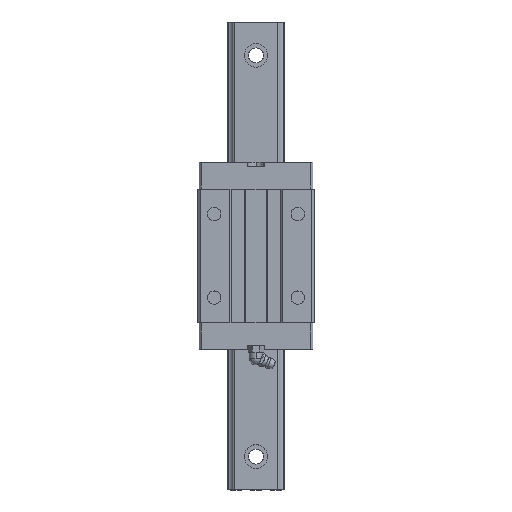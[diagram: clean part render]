
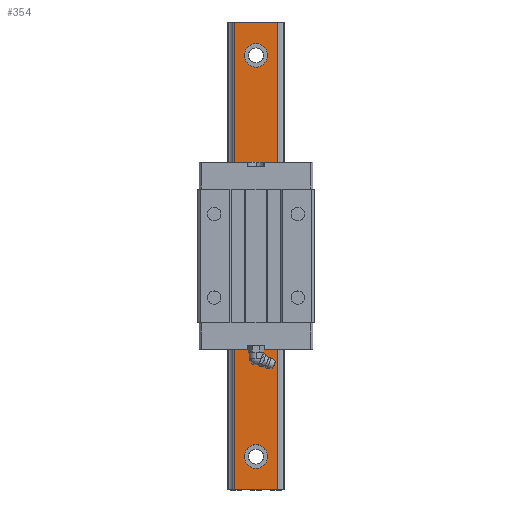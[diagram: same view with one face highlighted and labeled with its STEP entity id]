
A CAD part, top view. The second image highlights one B-rep face of the part: STEP entity #354.
In plain terms, the highlighted planar face has unit normal (0, 0, 1).
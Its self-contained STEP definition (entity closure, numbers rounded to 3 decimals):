
#354=ADVANCED_FACE('',(#781,#782,#783,#784,#785),#786,.F.);
#781=FACE_OUTER_BOUND('',#1323,.T.);
#782=FACE_BOUND('',#1324,.T.);
#783=FACE_BOUND('',#1325,.T.);
#784=FACE_BOUND('',#1326,.T.);
#785=FACE_BOUND('',#1327,.T.);
#786=PLANE('',#1328);
#1323=EDGE_LOOP('',(#2940,#2941,#2942,#2943));
#1324=EDGE_LOOP('',(#2944,#2945,#2946));
#1325=EDGE_LOOP('',(#2947,#2948,#2949));
#1326=EDGE_LOOP('',(#2950,#2951,#2952));
#1327=EDGE_LOOP('',(#2953,#2954,#2955));
#1328=AXIS2_PLACEMENT_3D('',#2956,#2957,#2958);
#2940=ORIENTED_EDGE('',*,*,#3856,.T.);
#2941=ORIENTED_EDGE('',*,*,#3857,.F.);
#2942=ORIENTED_EDGE('',*,*,#3818,.F.);
#2943=ORIENTED_EDGE('',*,*,#3858,.T.);
#2944=ORIENTED_EDGE('',*,*,#3859,.F.);
#2945=ORIENTED_EDGE('',*,*,#3860,.F.);
#2946=ORIENTED_EDGE('',*,*,#3730,.F.);
#2947=ORIENTED_EDGE('',*,*,#3861,.F.);
#2948=ORIENTED_EDGE('',*,*,#3862,.F.);
#2949=ORIENTED_EDGE('',*,*,#3742,.F.);
#2950=ORIENTED_EDGE('',*,*,#3863,.F.);
#2951=ORIENTED_EDGE('',*,*,#3864,.F.);
#2952=ORIENTED_EDGE('',*,*,#3746,.F.);
#2953=ORIENTED_EDGE('',*,*,#3793,.F.);
#2954=ORIENTED_EDGE('',*,*,#3792,.F.);
#2955=ORIENTED_EDGE('',*,*,#3774,.F.);
#2956=CARTESIAN_POINT('',(-13.15,280.0,27.5));
#2957=DIRECTION('',(0.0,0.0,-1.0));
#2958=DIRECTION('',(0.0,-1.0,0.0));
#3730=EDGE_CURVE('',#4630,#4626,#4632,.T.);
#3742=EDGE_CURVE('',#4654,#4650,#4656,.T.);
#3746=EDGE_CURVE('',#4662,#4658,#4664,.T.);
#3774=EDGE_CURVE('',#4718,#4714,#4720,.T.);
#3792=EDGE_CURVE('',#4714,#4752,#4753,.T.);
#3793=EDGE_CURVE('',#4752,#4718,#4754,.T.);
#3818=EDGE_CURVE('',#4797,#4799,#4800,.T.);
#3856=EDGE_CURVE('',#4864,#4865,#4866,.T.);
#3857=EDGE_CURVE('',#4799,#4865,#4867,.T.);
#3858=EDGE_CURVE('',#4797,#4864,#4868,.T.);
#3859=EDGE_CURVE('',#4869,#4630,#4870,.T.);
#3860=EDGE_CURVE('',#4626,#4869,#4871,.T.);
#3861=EDGE_CURVE('',#4872,#4654,#4873,.T.);
#3862=EDGE_CURVE('',#4650,#4872,#4874,.T.);
#3863=EDGE_CURVE('',#4875,#4662,#4876,.T.);
#3864=EDGE_CURVE('',#4658,#4875,#4877,.T.);
#4626=VERTEX_POINT('',#6066);
#4630=VERTEX_POINT('',#6071);
#4632=CIRCLE('',#6074,7.0);
#4650=VERTEX_POINT('',#6094);
#4654=VERTEX_POINT('',#6099);
#4656=CIRCLE('',#6102,7.0);
#4658=VERTEX_POINT('',#6104);
#4662=VERTEX_POINT('',#6109);
#4664=CIRCLE('',#6112,7.0);
#4714=VERTEX_POINT('',#6168);
#4718=VERTEX_POINT('',#6173);
#4720=CIRCLE('',#6176,7.0);
#4752=VERTEX_POINT('',#6219);
#4753=CIRCLE('',#6220,7.0);
#4754=CIRCLE('',#6221,7.0);
#4797=VERTEX_POINT('',#6282);
#4799=VERTEX_POINT('',#6285);
#4800=LINE('',#6286,#6287);
#4864=VERTEX_POINT('',#6377);
#4865=VERTEX_POINT('',#6378);
#4866=LINE('',#6379,#6380);
#4867=LINE('',#6381,#6382);
#4868=LINE('',#6383,#6384);
#4869=VERTEX_POINT('',#6385);
#4870=CIRCLE('',#6386,7.0);
#4871=CIRCLE('',#6387,7.0);
#4872=VERTEX_POINT('',#6388);
#4873=CIRCLE('',#6389,7.0);
#4874=CIRCLE('',#6390,7.0);
#4875=VERTEX_POINT('',#6391);
#4876=CIRCLE('',#6392,7.0);
#4877=CIRCLE('',#6393,7.0);
#6066=CARTESIAN_POINT('',(7.0,180.0,27.5));
#6071=CARTESIAN_POINT('',(-7.0,180.0,27.5));
#6074=AXIS2_PLACEMENT_3D('',#7223,#7224,#7225);
#6094=CARTESIAN_POINT('',(7.0,20.0,27.5));
#6099=CARTESIAN_POINT('',(-7.0,20.0,27.5));
#6102=AXIS2_PLACEMENT_3D('',#7251,#7252,#7253);
#6104=CARTESIAN_POINT('',(7.0,100.0,27.5));
#6109=CARTESIAN_POINT('',(-7.0,100.0,27.5));
#6112=AXIS2_PLACEMENT_3D('',#7259,#7260,#7261);
#6168=CARTESIAN_POINT('',(7.0,260.0,27.5));
#6173=CARTESIAN_POINT('',(-7.0,260.0,27.5));
#6176=AXIS2_PLACEMENT_3D('',#7327,#7328,#7329);
#6219=CARTESIAN_POINT('',(0.,267.0,27.5));
#6220=AXIS2_PLACEMENT_3D('',#7359,#7360,#7361);
#6221=AXIS2_PLACEMENT_3D('',#7362,#7363,#7364);
#6282=CARTESIAN_POINT('',(-13.15,280.0,27.5));
#6285=CARTESIAN_POINT('',(13.15,280.0,27.5));
#6286=CARTESIAN_POINT('',(-13.15,280.0,27.5));
#6287=VECTOR('',#7399,1000.0);
#6377=CARTESIAN_POINT('',(-13.15,0.0,27.5));
#6378=CARTESIAN_POINT('',(13.15,0.0,27.5));
#6379=CARTESIAN_POINT('',(-13.15,0.0,27.5));
#6380=VECTOR('',#7459,1000.0);
#6381=CARTESIAN_POINT('',(13.15,280.0,27.5));
#6382=VECTOR('',#7460,1000.0);
#6383=CARTESIAN_POINT('',(-13.15,280.0,27.5));
#6384=VECTOR('',#7461,1000.0);
#6385=CARTESIAN_POINT('',(0.,187.0,27.5));
#6386=AXIS2_PLACEMENT_3D('',#7462,#7463,#7464);
#6387=AXIS2_PLACEMENT_3D('',#7465,#7466,#7467);
#6388=CARTESIAN_POINT('',(0.,27.0,27.5));
#6389=AXIS2_PLACEMENT_3D('',#7468,#7469,#7470);
#6390=AXIS2_PLACEMENT_3D('',#7471,#7472,#7473);
#6391=CARTESIAN_POINT('',(0.,107.0,27.5));
#6392=AXIS2_PLACEMENT_3D('',#7474,#7475,#7476);
#6393=AXIS2_PLACEMENT_3D('',#7477,#7478,#7479);
#7223=CARTESIAN_POINT('',(0.0,180.0,27.5));
#7224=DIRECTION('',(0.,0.,1.0));
#7225=DIRECTION('',(0.,1.0,0.));
#7251=CARTESIAN_POINT('',(0.0,20.0,27.5));
#7252=DIRECTION('',(0.,0.,1.0));
#7253=DIRECTION('',(0.,1.0,0.));
#7259=CARTESIAN_POINT('',(0.0,100.0,27.5));
#7260=DIRECTION('',(0.,0.,1.0));
#7261=DIRECTION('',(0.,1.0,0.));
#7327=CARTESIAN_POINT('',(0.0,260.0,27.5));
#7328=DIRECTION('',(0.,0.,1.0));
#7329=DIRECTION('',(0.,1.0,0.));
#7359=CARTESIAN_POINT('',(0.0,260.0,27.5));
#7360=DIRECTION('',(0.,0.,1.0));
#7361=DIRECTION('',(0.,1.0,0.));
#7362=CARTESIAN_POINT('',(0.0,260.0,27.5));
#7363=DIRECTION('',(0.,0.,1.0));
#7364=DIRECTION('',(0.,1.0,0.));
#7399=DIRECTION('',(1.0,0.0,0.0));
#7459=DIRECTION('',(1.0,0.0,0.0));
#7460=DIRECTION('',(0.0,-1.0,0.0));
#7461=DIRECTION('',(0.0,-1.0,0.0));
#7462=CARTESIAN_POINT('',(0.0,180.0,27.5));
#7463=DIRECTION('',(0.,0.,1.0));
#7464=DIRECTION('',(0.,1.0,0.));
#7465=CARTESIAN_POINT('',(0.0,180.0,27.5));
#7466=DIRECTION('',(0.,0.,1.0));
#7467=DIRECTION('',(0.,1.0,0.));
#7468=CARTESIAN_POINT('',(0.0,20.0,27.5));
#7469=DIRECTION('',(0.,0.,1.0));
#7470=DIRECTION('',(0.,1.0,0.));
#7471=CARTESIAN_POINT('',(0.0,20.0,27.5));
#7472=DIRECTION('',(0.,0.,1.0));
#7473=DIRECTION('',(0.,1.0,0.));
#7474=CARTESIAN_POINT('',(0.0,100.0,27.5));
#7475=DIRECTION('',(0.,0.,1.0));
#7476=DIRECTION('',(0.,1.0,0.));
#7477=CARTESIAN_POINT('',(0.0,100.0,27.5));
#7478=DIRECTION('',(0.,0.,1.0));
#7479=DIRECTION('',(0.,1.0,0.));
